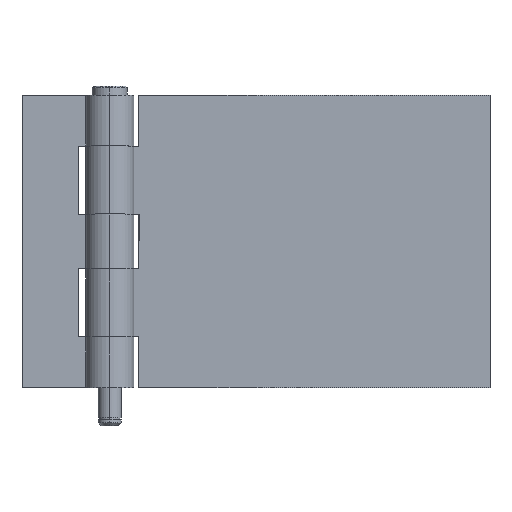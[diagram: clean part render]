
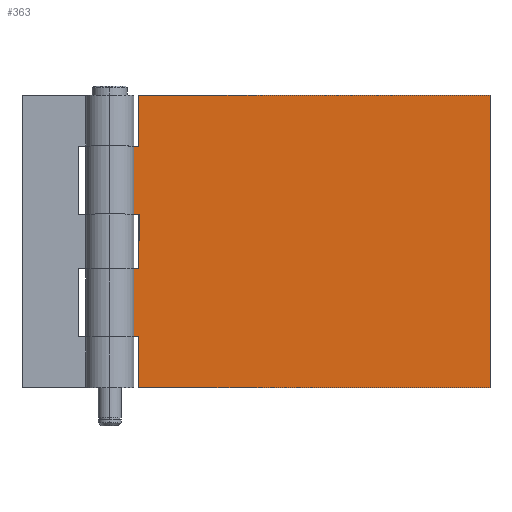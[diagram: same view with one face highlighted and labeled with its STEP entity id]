
A CAD part, top view. The second image highlights one B-rep face of the part: STEP entity #363.
In plain terms, the highlighted face is planar.
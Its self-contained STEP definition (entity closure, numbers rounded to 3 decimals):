
#144 = VERTEX_POINT ( 'NONE', #821 ) ;
#308 = VERTEX_POINT ( 'NONE', #1106 ) ;
#310 = EDGE_CURVE ( 'NONE', #311, #308, #1105, .T. ) ;
#311 = VERTEX_POINT ( 'NONE', #1101 ) ;
#319 = VERTEX_POINT ( 'NONE', #1147 ) ;
#320 = VERTEX_POINT ( 'NONE', #1146 ) ;
#326 = VERTEX_POINT ( 'NONE', #1136 ) ;
#328 = EDGE_CURVE ( 'NONE', #326, #320, #1135, .T. ) ;
#344 = ORIENTED_EDGE ( 'NONE', *, *, #544, .F. ) ;
#345 = ORIENTED_EDGE ( 'NONE', *, *, #346, .T. ) ;
#346 = EDGE_CURVE ( 'NONE', #144, #347, #1161, .T. ) ;
#347 = VERTEX_POINT ( 'NONE', #1220 ) ;
#348 = ORIENTED_EDGE ( 'NONE', *, *, #349, .T. ) ;
#349 = EDGE_CURVE ( 'NONE', #347, #320, #1219, .T. ) ;
#350 = ORIENTED_EDGE ( 'NONE', *, *, #328, .F. ) ;
#360 = EDGE_CURVE ( 'NONE', #326, #311, #1200, .T. ) ;
#363 = ADVANCED_FACE ( 'NONE', ( #1196 ), #1195, .F. ) ;
#376 = EDGE_CURVE ( 'NONE', #319, #377, #1237, .T. ) ;
#377 = VERTEX_POINT ( 'NONE', #1233 ) ;
#409 = ORIENTED_EDGE ( 'NONE', *, *, #360, .T. ) ;
#410 = ORIENTED_EDGE ( 'NONE', *, *, #310, .T. ) ;
#411 = ORIENTED_EDGE ( 'NONE', *, *, #412, .T. ) ;
#412 = EDGE_CURVE ( 'NONE', #308, #413, #1318, .T. ) ;
#413 = VERTEX_POINT ( 'NONE', #1314 ) ;
#414 = ORIENTED_EDGE ( 'NONE', *, *, #415, .T. ) ;
#415 = EDGE_CURVE ( 'NONE', #413, #377, #1313, .T. ) ;
#416 = ORIENTED_EDGE ( 'NONE', *, *, #376, .F. ) ;
#417 = ORIENTED_EDGE ( 'NONE', *, *, #418, .T. ) ;
#418 = EDGE_CURVE ( 'NONE', #319, #424, #1309, .T. ) ;
#421 = EDGE_LOOP ( 'NONE', ( #422, #426, #344, #345, #348, #350, #409, #410, #411, #414, #416, #417 ) ) ;
#422 = ORIENTED_EDGE ( 'NONE', *, *, #423, .T. ) ;
#423 = EDGE_CURVE ( 'NONE', #424, #425, #1304, .T. ) ;
#424 = VERTEX_POINT ( 'NONE', #1295 ) ;
#425 = VERTEX_POINT ( 'NONE', #1294 ) ;
#426 = ORIENTED_EDGE ( 'NONE', *, *, #427, .T. ) ;
#427 = EDGE_CURVE ( 'NONE', #425, #543, #1293, .T. ) ;
#543 = VERTEX_POINT ( 'NONE', #1425 ) ;
#544 = EDGE_CURVE ( 'NONE', #144, #543, #1424, .T. ) ;
#821 = CARTESIAN_POINT ( 'NONE',  ( 7.071, 82.6, 4.25 ) ) ;
#1101 = CARTESIAN_POINT ( 'NONE',  ( 130., 0., 4.25 ) ) ;
#1102 = DIRECTION ( 'NONE',  ( -1., 0., 0. ) ) ;
#1103 = VECTOR ( 'NONE', #1102, 1000. ) ;
#1104 = CARTESIAN_POINT ( 'NONE',  ( 130., 0., 4.25 ) ) ;
#1105 = LINE ( 'NONE', #1104, #1103 ) ;
#1106 = CARTESIAN_POINT ( 'NONE',  ( 10., 0., 4.25 ) ) ;
#1132 = DIRECTION ( 'NONE',  ( -1., 0., 0. ) ) ;
#1133 = VECTOR ( 'NONE', #1132, 1000. ) ;
#1134 = CARTESIAN_POINT ( 'NONE',  ( 130., 100., 4.25 ) ) ;
#1135 = LINE ( 'NONE', #1134, #1133 ) ;
#1136 = CARTESIAN_POINT ( 'NONE',  ( 130., 100., 4.25 ) ) ;
#1146 = CARTESIAN_POINT ( 'NONE',  ( 10., 100., 4.25 ) ) ;
#1147 = CARTESIAN_POINT ( 'NONE',  ( 7.071, 40.65, 4.25 ) ) ;
#1159 = VECTOR ( 'NONE', #1221, 1000. ) ;
#1160 = CARTESIAN_POINT ( 'NONE',  ( 130., 82.6, 4.25 ) ) ;
#1161 = LINE ( 'NONE', #1160, #1159 ) ;
#1191 = DIRECTION ( 'NONE',  ( 1., 0., 0. ) ) ;
#1192 = DIRECTION ( 'NONE',  ( 0., 0., 1. ) ) ;
#1193 = CARTESIAN_POINT ( 'NONE',  ( 130., 100., 4.25 ) ) ;
#1194 = AXIS2_PLACEMENT_3D ( 'NONE', #1193, #1192, #1191 ) ;
#1195 = PLANE ( 'NONE',  #1194 ) ;
#1196 = FACE_OUTER_BOUND ( 'NONE', #421, .T. ) ;
#1197 = DIRECTION ( 'NONE',  ( 0., -1., 0. ) ) ;
#1198 = VECTOR ( 'NONE', #1197, 1000. ) ;
#1199 = CARTESIAN_POINT ( 'NONE',  ( 130., 100., 4.25 ) ) ;
#1200 = LINE ( 'NONE', #1199, #1198 ) ;
#1216 = DIRECTION ( 'NONE',  ( 0., 1., 0. ) ) ;
#1217 = VECTOR ( 'NONE', #1216, 1000. ) ;
#1218 = CARTESIAN_POINT ( 'NONE',  ( 10., 100., 4.25 ) ) ;
#1219 = LINE ( 'NONE', #1218, #1217 ) ;
#1220 = CARTESIAN_POINT ( 'NONE',  ( 10., 82.6, 4.25 ) ) ;
#1221 = DIRECTION ( 'NONE',  ( 1., 0., 0. ) ) ;
#1233 = CARTESIAN_POINT ( 'NONE',  ( 7.071, 17.4, 4.25 ) ) ;
#1234 = DIRECTION ( 'NONE',  ( 0., -1., 0. ) ) ;
#1235 = VECTOR ( 'NONE', #1234, 1000. ) ;
#1236 = CARTESIAN_POINT ( 'NONE',  ( 7.071, 100., 4.25 ) ) ;
#1237 = LINE ( 'NONE', #1236, #1235 ) ;
#1290 = DIRECTION ( 'NONE',  ( -1., 0., 0. ) ) ;
#1291 = VECTOR ( 'NONE', #1290, 1000. ) ;
#1292 = CARTESIAN_POINT ( 'NONE',  ( 130., 59.4, 4.25 ) ) ;
#1293 = LINE ( 'NONE', #1292, #1291 ) ;
#1294 = CARTESIAN_POINT ( 'NONE',  ( 10., 59.4, 4.25 ) ) ;
#1295 = CARTESIAN_POINT ( 'NONE',  ( 10., 40.65, 4.25 ) ) ;
#1296 = DIRECTION ( 'NONE',  ( 0., 1., 0. ) ) ;
#1297 = VECTOR ( 'NONE', #1296, 1000. ) ;
#1298 = CARTESIAN_POINT ( 'NONE',  ( 10., 100., 4.25 ) ) ;
#1304 = LINE ( 'NONE', #1298, #1297 ) ;
#1306 = DIRECTION ( 'NONE',  ( 1., 0., 0. ) ) ;
#1307 = VECTOR ( 'NONE', #1306, 1000. ) ;
#1308 = CARTESIAN_POINT ( 'NONE',  ( 130., 40.65, 4.25 ) ) ;
#1309 = LINE ( 'NONE', #1308, #1307 ) ;
#1310 = DIRECTION ( 'NONE',  ( -1., 0., 0. ) ) ;
#1311 = VECTOR ( 'NONE', #1310, 1000. ) ;
#1312 = CARTESIAN_POINT ( 'NONE',  ( 130., 17.4, 4.25 ) ) ;
#1313 = LINE ( 'NONE', #1312, #1311 ) ;
#1314 = CARTESIAN_POINT ( 'NONE',  ( 10., 17.4, 4.25 ) ) ;
#1315 = DIRECTION ( 'NONE',  ( 0., 1., 0. ) ) ;
#1316 = VECTOR ( 'NONE', #1315, 1000. ) ;
#1317 = CARTESIAN_POINT ( 'NONE',  ( 10., 100., 4.25 ) ) ;
#1318 = LINE ( 'NONE', #1317, #1316 ) ;
#1422 = DIRECTION ( 'NONE',  ( 0., -1., 0. ) ) ;
#1423 = CARTESIAN_POINT ( 'NONE',  ( 7.071, 100., 4.25 ) ) ;
#1424 = LINE ( 'NONE', #1423, #1484 ) ;
#1425 = CARTESIAN_POINT ( 'NONE',  ( 7.071, 59.4, 4.25 ) ) ;
#1484 = VECTOR ( 'NONE', #1422, 1000. ) ;
